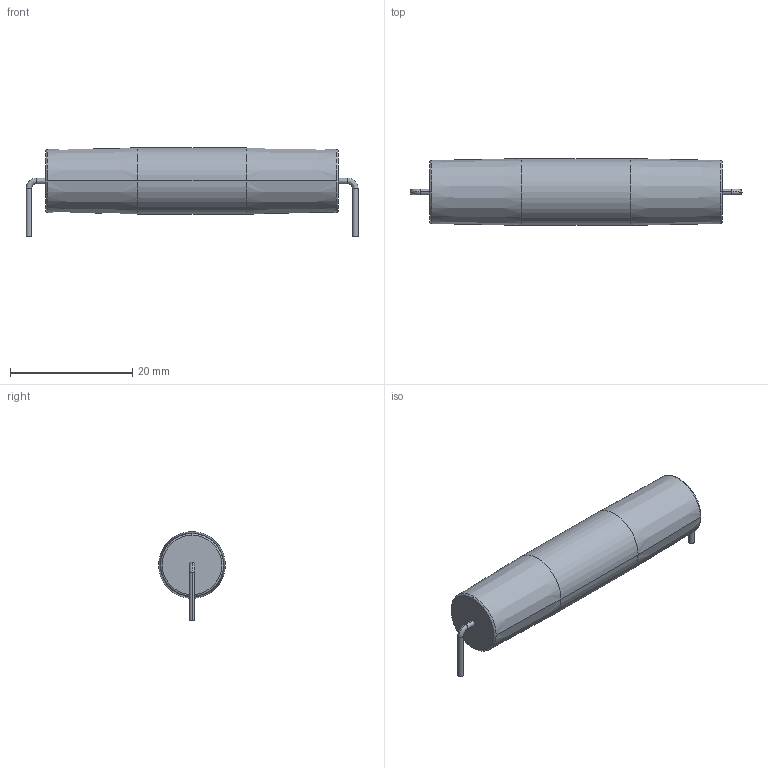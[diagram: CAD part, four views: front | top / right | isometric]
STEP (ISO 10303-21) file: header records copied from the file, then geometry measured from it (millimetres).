
FILE_DESCRIPTION((''),'2;1');
FILE_NAME('RES_VISHAY_RWM8X45.stp','2014-03-13T14:28:39',(''),(''),'Mechanical Desktop 2011','Mechanical Desktop 2011',', , ');
FILE_SCHEMA(('AUTOMOTIVE_DESIGN { 1 2 10303 214 1 1 1 1 }'));
Length unit declared in the file: millimetre
Products named in the file (1): Product
Bounding box: 54.24 x 10.9 x 14.5 mm (x, y, z)
Volume: 4322.6 mm3; surface area: 1835.1 mm2
Topology: 3 solids, 3 shells, 28 faces, 56 edges, 34 vertices
Faces by surface type: bspline 8, cylinder 6, torus 6, cone 4, plane 4
Entity records: 924 total; most frequent: CARTESIAN_POINT 281, DIRECTION 140, ORIENTED_EDGE 112, AXIS2_PLACEMENT_3D 63, EDGE_CURVE 56, CIRCLE 42, VERTEX_POINT 34, EDGE_LOOP 28
